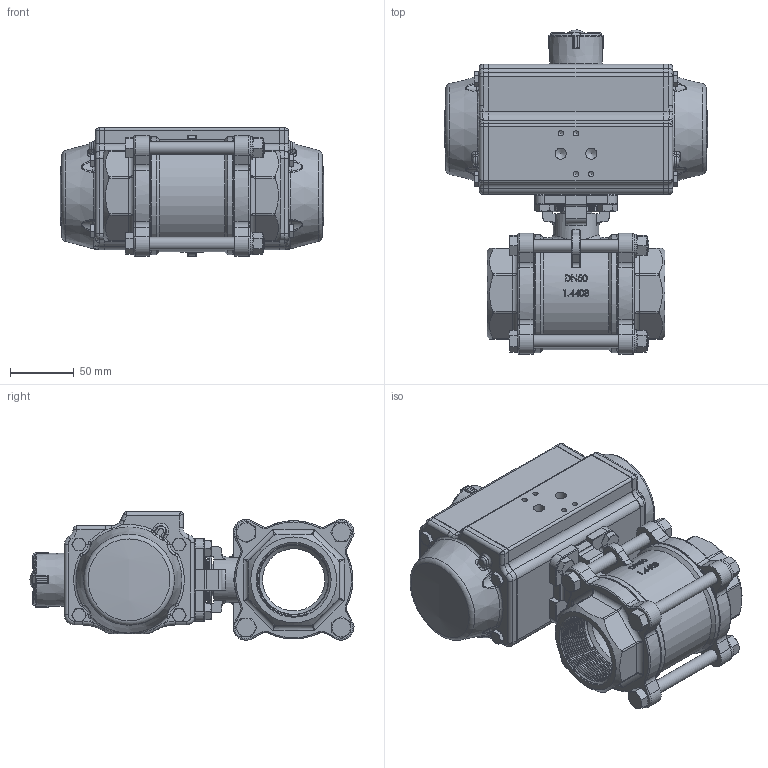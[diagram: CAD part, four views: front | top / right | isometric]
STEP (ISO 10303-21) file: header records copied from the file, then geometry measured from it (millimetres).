
FILE_DESCRIPTION(/* description */ ('Unknown'),/* implementation_level */ '2;1');
FILE_NAME(/* name */ 'DW049323-09_(DW36-8.112.050)',/* time_stamp */ '2022-05-13T10:53:40+02:00',/* author */ ('Unknown'),/* organization */ ('Unknown'),/* preprocessor_version */ 'ST-DEVELOPER v16.7',/* originating_system */ 'Solid Edge',/* authorisation */ 'Unknown');
FILE_SCHEMA (('AUTOMOTIVE_DESIGN {1 0 10303 214 3 1 1}'));
Products named in the file (11): DW049323-09_(DW36-8.112.050); 8.112.050; DW70_FR52; ____; ________(___________; _____________; ______; hex head bolts-full thread grade c gb_GB_FASTENER_BOLT_HHBFTC M6X20-N; cup head nib bolts with large head gb_GB_FASTENER_BOLT_CHNBW M6X25-N; KP-75; DIN 933 M8x18 A2-70 BLK_EDST
Assembly tree (22 placements, depth 4):
  DW049323-09_(DW36-8.112.050)
    8.112.050
    DW70_FR52
      ____
        ________(___________  x2
        _____________  x2
        ______
      hex head bolts-full thread grade c gb_GB_FASTENER_BOLT_HHBFTC M6X20-N  x8
      cup head nib bolts with large head gb_GB_FASTENER_BOLT_CHNBW M6X25-N
      KP-75
    DIN 933 M8x18 A2-70 BLK_EDST  x4
Bounding box: 206.95 x 254.86 x 100.96 mm (x, y, z)
Volume: 2206625.9 mm3; surface area: 236382.2 mm2
Topology: 20 solids, 20 shells, 1817 faces, 4534 edges, 2782 vertices
Faces by surface type: plane 647, cylinder 540, bspline 269, cone 173, torus 171, sphere 17
Full cylindrical faces by diameter (mm): 3 x18, 3.3 x8, 4.2 x8, 4.66 x1, 5 x13, 6 x9, 6.2 x1, 6.8 x4, 7 x3, 8 x4, 8.34 x1, 8.8 x2, 9 x4, 10 x8, 10.8 x2, 11 x8, 13 x4, 21.8 x1, 24.6 x1, 25 x1, 28 x1, 32 x2, 36 x1, 38.5 x1, 38.6 x2, 40 x1, 49 x1, 54.86 x24, 88 x1, 93 x4
Entity records: 77452 total; most frequent: CARTESIAN_POINT 44629, ORIENTED_EDGE 6904, DIRECTION 6182, EDGE_CURVE 3452, AXIS2_PLACEMENT_3D 2367, VERTEX_POINT 2298, FACE_BOUND 1794, EDGE_LOOP 1767
